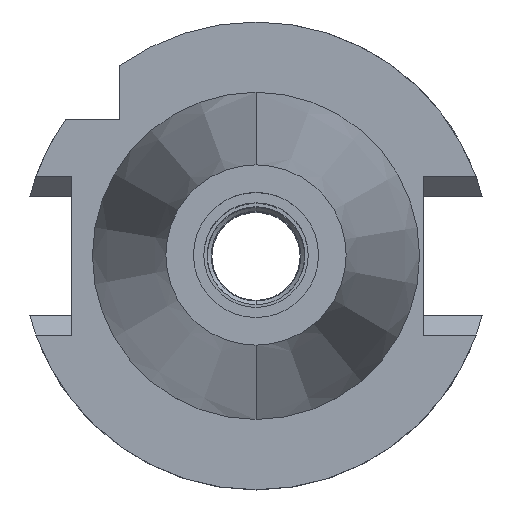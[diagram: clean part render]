
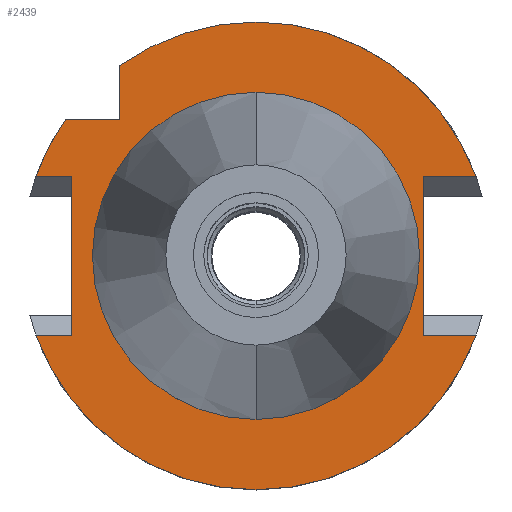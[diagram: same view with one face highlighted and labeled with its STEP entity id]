
A CAD part, top view. The second image highlights one B-rep face of the part: STEP entity #2439.
In plain terms, the highlighted planar face has unit normal (0, 0, 1).
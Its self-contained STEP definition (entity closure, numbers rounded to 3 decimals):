
#579=DIRECTION('',(0.,-1.,0.));
#580=VECTOR('',#579,7.334);
#581=CARTESIAN_POINT('',(-18.5,25.834,-1.));
#582=LINE('',#581,#580);
#728=DIRECTION('',(0.,-1.,0.));
#729=VECTOR('',#728,21.5);
#730=CARTESIAN_POINT('',(-25.,10.75,-1.));
#731=LINE('',#730,#729);
#801=DIRECTION('',(-1.,0.,0.));
#802=VECTOR('',#801,7.334);
#803=CARTESIAN_POINT('',(-18.5,18.5,-1.));
#804=LINE('',#803,#802);
#825=CARTESIAN_POINT('',(0.,0.,-1.));
#826=DIRECTION('',(0.,0.,-1.));
#827=DIRECTION('',(-0.582,0.813,0.));
#828=AXIS2_PLACEMENT_3D('',#825,#826,#827);
#833=CARTESIAN_POINT('',(0.,0.,-1.));
#834=DIRECTION('',(0.,0.,-1.));
#835=DIRECTION('',(0.,1.,0.));
#836=AXIS2_PLACEMENT_3D('',#833,#834,#835);
#841=DIRECTION('',(0.,-1.,0.));
#842=VECTOR('',#841,21.5);
#843=CARTESIAN_POINT('',(22.7,10.75,-1.));
#844=LINE('',#843,#842);
#848=DIRECTION('',(1.,0.,0.));
#849=VECTOR('',#848,7.201);
#850=CARTESIAN_POINT('',(22.7,-10.75,-1.));
#851=LINE('',#850,#849);
#855=CARTESIAN_POINT('',(0.,0.,-1.));
#856=DIRECTION('',(0.,0.,-1.));
#857=DIRECTION('',(0.941,-0.338,0.));
#858=AXIS2_PLACEMENT_3D('',#855,#856,#857);
#863=CARTESIAN_POINT('',(0.,0.,-1.));
#864=DIRECTION('',(0.,0.,-1.));
#865=DIRECTION('',(0.,-1.,0.));
#866=AXIS2_PLACEMENT_3D('',#863,#864,#865);
#871=DIRECTION('',(-1.,0.,0.));
#872=VECTOR('',#871,4.901);
#873=CARTESIAN_POINT('',(-25.,10.75,-1.));
#874=LINE('',#873,#872);
#878=CARTESIAN_POINT('',(0.,0.,-1.));
#879=DIRECTION('',(0.,0.,-1.));
#880=DIRECTION('',(-0.941,0.338,0.));
#881=AXIS2_PLACEMENT_3D('',#878,#879,#880);
#886=CARTESIAN_POINT('',(0.,0.,-1.));
#887=DIRECTION('',(0.,0.,1.));
#888=DIRECTION('',(0.,-1.,0.));
#889=AXIS2_PLACEMENT_3D('',#886,#887,#888);
#894=CARTESIAN_POINT('',(0.,0.,-1.));
#895=DIRECTION('',(0.,0.,1.));
#896=DIRECTION('',(0.,1.,0.));
#897=AXIS2_PLACEMENT_3D('',#894,#895,#896);
#919=CARTESIAN_POINT('',(29.901,10.75,-1.));
#1075=DIRECTION('',(1.,0.,0.));
#1076=VECTOR('',#1075,7.201);
#1077=CARTESIAN_POINT('',(22.7,10.75,-1.));
#1078=LINE('',#1077,#1076);
#1085=CARTESIAN_POINT('',(-29.901,-10.75,-1.));
#1119=DIRECTION('',(-1.,0.,0.));
#1120=VECTOR('',#1119,4.901);
#1121=CARTESIAN_POINT('',(-25.,-10.75,-1.));
#1122=LINE('',#1121,#1120);
#1576=CARTESIAN_POINT('',(-18.5,25.834,-1.));
#1577=VERTEX_POINT('',#1576);
#1578=CARTESIAN_POINT('',(-18.5,18.5,-1.));
#1579=VERTEX_POINT('',#1578);
#1609=CARTESIAN_POINT('',(-25.,10.75,-1.));
#1610=VERTEX_POINT('',#1609);
#1611=CARTESIAN_POINT('',(-25.,-10.75,-1.));
#1612=VERTEX_POINT('',#1611);
#1669=VERTEX_POINT('',#1085);
#1670=CARTESIAN_POINT('',(0.,-31.775,-1.));
#1671=VERTEX_POINT('',#1670);
#1672=CARTESIAN_POINT('',(29.901,-10.75,-1.));
#1673=VERTEX_POINT('',#1672);
#1677=VERTEX_POINT('',#919);
#1678=CARTESIAN_POINT('',(0.,31.775,-1.));
#1679=VERTEX_POINT('',#1678);
#1680=CARTESIAN_POINT('',(-25.834,18.5,-1.));
#1681=VERTEX_POINT('',#1680);
#1682=CARTESIAN_POINT('',(-29.901,10.75,-1.));
#1683=VERTEX_POINT('',#1682);
#1684=CARTESIAN_POINT('',(22.7,10.75,-1.));
#1685=VERTEX_POINT('',#1684);
#1686=CARTESIAN_POINT('',(22.7,-10.75,-1.));
#1687=VERTEX_POINT('',#1686);
#1688=CARTESIAN_POINT('',(0.,-22.225,-1.));
#1689=CARTESIAN_POINT('',(0.,22.225,-1.));
#1690=VERTEX_POINT('',#1688);
#1691=VERTEX_POINT('',#1689);
#2404=CARTESIAN_POINT('',(0.,0.,-1.));
#2405=DIRECTION('',(0.,0.,-1.));
#2406=DIRECTION('',(0.,-1.,0.));
#2407=AXIS2_PLACEMENT_3D('',#2404,#2405,#2406);
#2408=PLANE('',#2407);
#2409=ORIENTED_EDGE('',*,*,#2184,.F.);
#2411=ORIENTED_EDGE('',*,*,#2410,.T.);
#2413=ORIENTED_EDGE('',*,*,#2412,.T.);
#2415=ORIENTED_EDGE('',*,*,#2414,.F.);
#2416=ORIENTED_EDGE('',*,*,#2244,.T.);
#2418=ORIENTED_EDGE('',*,*,#2417,.T.);
#2420=ORIENTED_EDGE('',*,*,#2419,.T.);
#2422=ORIENTED_EDGE('',*,*,#2421,.T.);
#2424=ORIENTED_EDGE('',*,*,#2423,.F.);
#2425=ORIENTED_EDGE('',*,*,#2331,.F.);
#2427=ORIENTED_EDGE('',*,*,#2426,.T.);
#2429=ORIENTED_EDGE('',*,*,#2428,.T.);
#2430=ORIENTED_EDGE('',*,*,#2386,.F.);
#2431=EDGE_LOOP('',(#2409,#2411,#2413,#2415,#2416,#2418,#2420,#2422,#2424,#2425,
#2427,#2429,#2430));
#2432=FACE_OUTER_BOUND('',#2431,.F.);
#2434=ORIENTED_EDGE('',*,*,#2433,.T.);
#2436=ORIENTED_EDGE('',*,*,#2435,.T.);
#2437=EDGE_LOOP('',(#2434,#2436));
#2438=FACE_BOUND('',#2437,.F.);
#829=CIRCLE('',#828,31.775);
#837=CIRCLE('',#836,31.775);
#859=CIRCLE('',#858,31.775);
#867=CIRCLE('',#866,31.775);
#882=CIRCLE('',#881,31.775);
#890=CIRCLE('',#889,22.225);
#898=CIRCLE('',#897,22.225);
#2184=EDGE_CURVE('',#1577,#1579,#582,.T.);
#2244=EDGE_CURVE('',#1685,#1687,#844,.T.);
#2331=EDGE_CURVE('',#1610,#1612,#731,.T.);
#2386=EDGE_CURVE('',#1579,#1681,#804,.T.);
#2410=EDGE_CURVE('',#1577,#1679,#829,.T.);
#2412=EDGE_CURVE('',#1679,#1677,#837,.T.);
#2414=EDGE_CURVE('',#1685,#1677,#1078,.T.);
#2417=EDGE_CURVE('',#1687,#1673,#851,.T.);
#2419=EDGE_CURVE('',#1673,#1671,#859,.T.);
#2421=EDGE_CURVE('',#1671,#1669,#867,.T.);
#2423=EDGE_CURVE('',#1612,#1669,#1122,.T.);
#2426=EDGE_CURVE('',#1610,#1683,#874,.T.);
#2428=EDGE_CURVE('',#1683,#1681,#882,.T.);
#2433=EDGE_CURVE('',#1690,#1691,#890,.T.);
#2435=EDGE_CURVE('',#1691,#1690,#898,.T.);
#2439=ADVANCED_FACE('',(#2432,#2438),#2408,.F.);
